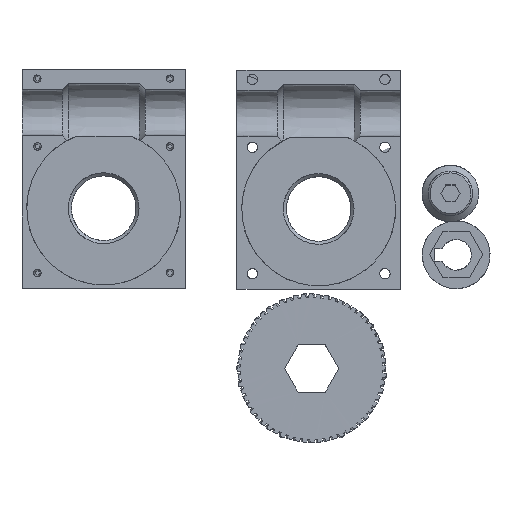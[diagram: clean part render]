
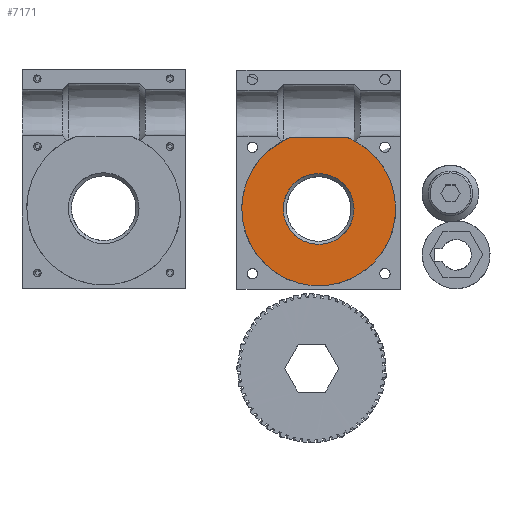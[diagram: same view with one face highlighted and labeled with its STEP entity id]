
A CAD part, top view. The second image highlights one B-rep face of the part: STEP entity #7171.
In plain terms, the highlighted planar face has unit normal (0, 0, 1).
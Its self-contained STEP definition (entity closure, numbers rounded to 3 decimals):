
#50=(
BOUNDED_CURVE()
B_SPLINE_CURVE(2,(#12589,#12590,#12591),.UNSPECIFIED.,.F.,.F.)
B_SPLINE_CURVE_WITH_KNOTS((3,3),(-11.88,-10.058),
 .UNSPECIFIED.)
CURVE()
GEOMETRIC_REPRESENTATION_ITEM()
RATIONAL_B_SPLINE_CURVE((1.,1.,1.))
REPRESENTATION_ITEM('')
);
#626=FACE_BOUND('',#1326,.T.);
#649=ELLIPSE('',#7597,11.478,11.478);
#762=PLANE('',#7620);
#909=FACE_OUTER_BOUND('',#1325,.T.);
#1325=EDGE_LOOP('',(#5140,#5141));
#1326=EDGE_LOOP('',(#5142));
#1676=CIRCLE('',#7607,24.974);
#2817=VERTEX_POINT('',#12428);
#2837=VERTEX_POINT('',#12504);
#2842=VERTEX_POINT('',#12534);
#3685=EDGE_CURVE('',#2817,#2817,#649,.T.);
#3715=EDGE_CURVE('',#2837,#2842,#1676,.T.);
#3720=EDGE_CURVE('',#2842,#2837,#50,.T.);
#5140=ORIENTED_EDGE('',*,*,#3720,.T.);
#5141=ORIENTED_EDGE('',*,*,#3715,.T.);
#5142=ORIENTED_EDGE('',*,*,#3685,.T.);
#7171=ADVANCED_FACE('',(#909,#626),#762,.T.);
#7597=AXIS2_PLACEMENT_3D('',#12430,#8308,#8309);
#7607=AXIS2_PLACEMENT_3D('',#12541,#8344,#8345);
#7620=AXIS2_PLACEMENT_3D('',#12631,#8370,#8371);
#8308=DIRECTION('center_axis',(0.,0.,-1.));
#8309=DIRECTION('ref_axis',(0.403,0.915,0.));
#8344=DIRECTION('center_axis',(0.,0.,1.));
#8345=DIRECTION('ref_axis',(1.,0.012,0.));
#8370=DIRECTION('center_axis',(0.,0.,1.));
#8371=DIRECTION('ref_axis',(1.,0.,0.));
#12428=CARTESIAN_POINT('',(37.977,25.999,5.651));
#12430=CARTESIAN_POINT('Origin',(26.499,25.999,5.651));
#12504=CARTESIAN_POINT('',(17.411,49.278,5.655));
#12534=CARTESIAN_POINT('',(35.631,49.259,5.653));
#12541=CARTESIAN_POINT('Origin',(26.499,26.012,5.651));
#12589=CARTESIAN_POINT('Ctrl Pts',(35.632,49.261,5.651));
#12590=CARTESIAN_POINT('Ctrl Pts',(26.517,49.271,5.651));
#12591=CARTESIAN_POINT('Ctrl Pts',(17.409,49.282,5.651));
#12631=CARTESIAN_POINT('Origin',(26.253,25.528,5.651));
